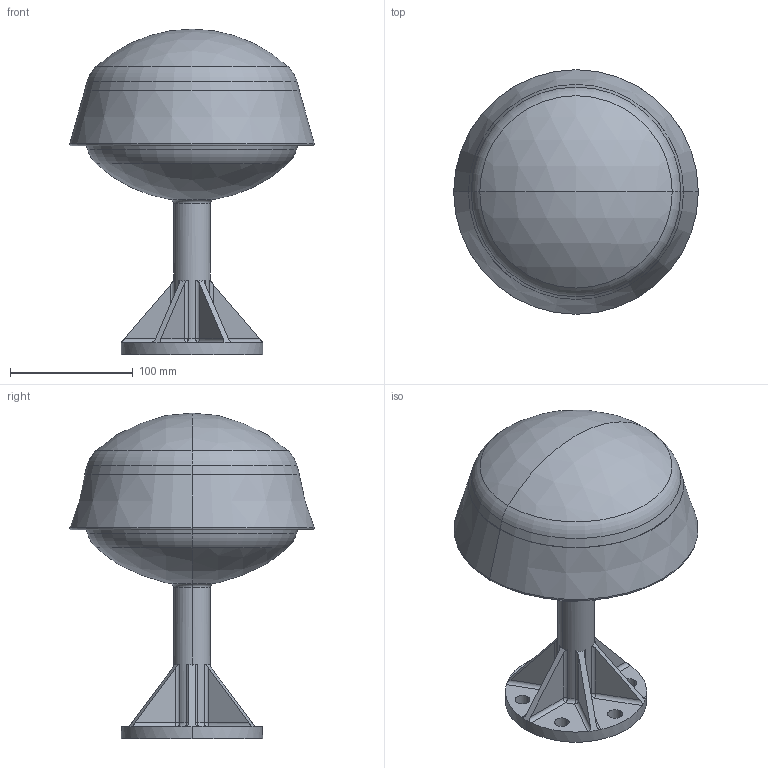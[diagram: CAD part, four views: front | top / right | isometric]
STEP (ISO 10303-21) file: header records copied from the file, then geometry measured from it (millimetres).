
FILE_DESCRIPTION (( 'STEP AP203' ), '1' );
FILE_NAME ('S316L A.STEP', '2025-01-17T00:12:13', ( '' ), ( '' ), 'SwSTEP 2.0', 'SolidWorks 2024', '' );
FILE_SCHEMA (( 'CONFIG_CONTROL_DESIGN' ));
Length unit declared in the file: millimetre
Products named in the file (1): S316L A
Bounding box: 199.01 x 199.01 x 265 mm (x, y, z)
Volume: 2713079.8 mm3; surface area: 171525.5 mm2
Topology: 1 solids, 1 shells, 115 faces, 286 edges, 166 vertices
Faces by surface type: cylinder 44, plane 27, sphere 18, torus 16, cone 10
Entity records: 3433 total; most frequent: CARTESIAN_POINT 737, DIRECTION 580, ORIENTED_EDGE 546, EDGE_CURVE 273, AXIS2_PLACEMENT_3D 245, VERTEX_POINT 162, CIRCLE 129, EDGE_LOOP 129
